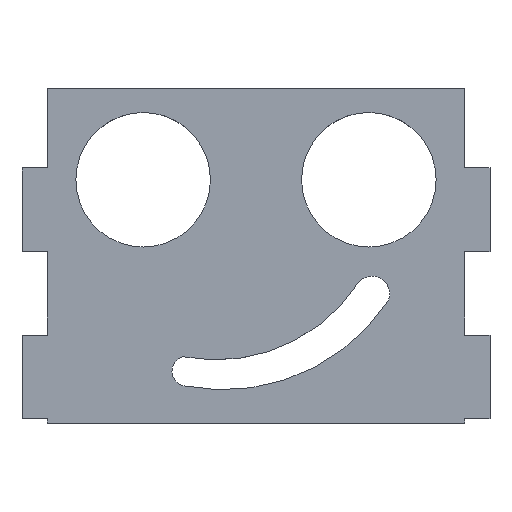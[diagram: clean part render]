
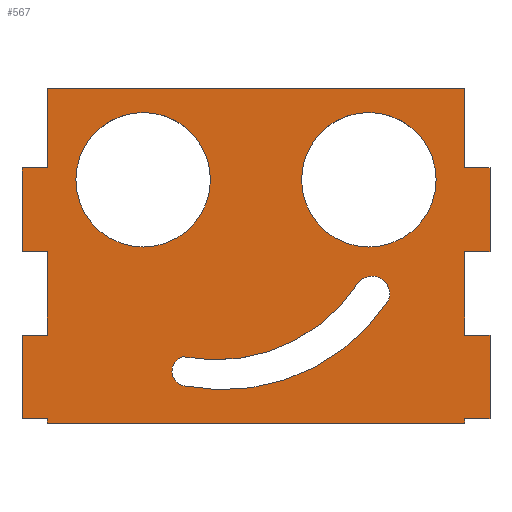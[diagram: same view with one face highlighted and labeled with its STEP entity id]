
A CAD part, top view. The second image highlights one B-rep face of the part: STEP entity #567.
In plain terms, the highlighted planar face has unit normal (0, 0, 1).
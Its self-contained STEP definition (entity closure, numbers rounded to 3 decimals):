
#15=FACE_BOUND('',#98,.T.);
#16=FACE_BOUND('',#99,.T.);
#17=FACE_BOUND('',#100,.T.);
#41=PLANE('',#627);
#69=FACE_OUTER_BOUND('',#97,.T.);
#97=EDGE_LOOP('',(#483,#484,#485,#486,#487,#488,#489,#490,#491,#492,#493,
#494,#495,#496,#497,#498,#499,#500,#501,#502));
#98=EDGE_LOOP('',(#503,#504,#505,#506));
#99=EDGE_LOOP('',(#507));
#100=EDGE_LOOP('',(#508));
#113=LINE('',#821,#179);
#116=LINE('',#827,#182);
#119=LINE('',#833,#185);
#122=LINE('',#839,#188);
#125=LINE('',#845,#191);
#128=LINE('',#851,#194);
#131=LINE('',#857,#197);
#134=LINE('',#863,#200);
#137=LINE('',#869,#203);
#140=LINE('',#875,#206);
#143=LINE('',#881,#209);
#146=LINE('',#887,#212);
#149=LINE('',#893,#215);
#152=LINE('',#899,#218);
#155=LINE('',#905,#221);
#158=LINE('',#911,#224);
#161=LINE('',#917,#227);
#164=LINE('',#923,#230);
#167=LINE('',#929,#233);
#170=LINE('',#933,#236);
#179=VECTOR('',#677,10.);
#182=VECTOR('',#682,10.);
#185=VECTOR('',#687,10.);
#188=VECTOR('',#692,10.);
#191=VECTOR('',#697,10.);
#194=VECTOR('',#702,10.);
#197=VECTOR('',#707,10.);
#200=VECTOR('',#712,10.);
#203=VECTOR('',#717,10.);
#206=VECTOR('',#722,10.);
#209=VECTOR('',#727,10.);
#212=VECTOR('',#732,10.);
#215=VECTOR('',#737,10.);
#218=VECTOR('',#742,10.);
#221=VECTOR('',#747,10.);
#224=VECTOR('',#752,10.);
#227=VECTOR('',#757,10.);
#230=VECTOR('',#762,10.);
#233=VECTOR('',#767,10.);
#236=VECTOR('',#772,10.);
#238=CIRCLE('',#591,2.11);
#240=CIRCLE('',#594,20.363);
#242=CIRCLE('',#597,1.802);
#244=CIRCLE('',#600,23.648);
#245=CIRCLE('',#602,8.05);
#247=CIRCLE('',#605,8.05);
#251=VERTEX_POINT('',#782);
#252=VERTEX_POINT('',#784);
#254=VERTEX_POINT('',#790);
#256=VERTEX_POINT('',#796);
#257=VERTEX_POINT('',#803);
#259=VERTEX_POINT('',#809);
#263=VERTEX_POINT('',#818);
#264=VERTEX_POINT('',#820);
#266=VERTEX_POINT('',#826);
#268=VERTEX_POINT('',#832);
#270=VERTEX_POINT('',#838);
#272=VERTEX_POINT('',#844);
#274=VERTEX_POINT('',#850);
#276=VERTEX_POINT('',#856);
#278=VERTEX_POINT('',#862);
#280=VERTEX_POINT('',#868);
#282=VERTEX_POINT('',#874);
#284=VERTEX_POINT('',#880);
#286=VERTEX_POINT('',#886);
#288=VERTEX_POINT('',#892);
#290=VERTEX_POINT('',#898);
#292=VERTEX_POINT('',#904);
#294=VERTEX_POINT('',#910);
#296=VERTEX_POINT('',#916);
#298=VERTEX_POINT('',#922);
#300=VERTEX_POINT('',#928);
#303=EDGE_CURVE('',#252,#251,#238,.T.);
#306=EDGE_CURVE('',#254,#252,#240,.T.);
#309=EDGE_CURVE('',#256,#254,#242,.T.);
#312=EDGE_CURVE('',#251,#256,#244,.T.);
#313=EDGE_CURVE('',#257,#257,#245,.T.);
#316=EDGE_CURVE('',#259,#259,#247,.T.);
#321=EDGE_CURVE('',#264,#263,#113,.T.);
#324=EDGE_CURVE('',#266,#264,#116,.T.);
#327=EDGE_CURVE('',#268,#266,#119,.T.);
#330=EDGE_CURVE('',#270,#268,#122,.T.);
#333=EDGE_CURVE('',#272,#270,#125,.T.);
#336=EDGE_CURVE('',#274,#272,#128,.T.);
#339=EDGE_CURVE('',#276,#274,#131,.T.);
#342=EDGE_CURVE('',#278,#276,#134,.T.);
#345=EDGE_CURVE('',#280,#278,#137,.T.);
#348=EDGE_CURVE('',#282,#280,#140,.T.);
#351=EDGE_CURVE('',#284,#282,#143,.T.);
#354=EDGE_CURVE('',#286,#284,#146,.T.);
#357=EDGE_CURVE('',#288,#286,#149,.T.);
#360=EDGE_CURVE('',#290,#288,#152,.T.);
#363=EDGE_CURVE('',#292,#290,#155,.T.);
#366=EDGE_CURVE('',#294,#292,#158,.T.);
#369=EDGE_CURVE('',#296,#294,#161,.T.);
#372=EDGE_CURVE('',#298,#296,#164,.T.);
#375=EDGE_CURVE('',#300,#298,#167,.T.);
#378=EDGE_CURVE('',#263,#300,#170,.T.);
#483=ORIENTED_EDGE('',*,*,#378,.T.);
#484=ORIENTED_EDGE('',*,*,#375,.T.);
#485=ORIENTED_EDGE('',*,*,#372,.T.);
#486=ORIENTED_EDGE('',*,*,#369,.T.);
#487=ORIENTED_EDGE('',*,*,#366,.T.);
#488=ORIENTED_EDGE('',*,*,#363,.T.);
#489=ORIENTED_EDGE('',*,*,#360,.T.);
#490=ORIENTED_EDGE('',*,*,#357,.T.);
#491=ORIENTED_EDGE('',*,*,#354,.T.);
#492=ORIENTED_EDGE('',*,*,#351,.T.);
#493=ORIENTED_EDGE('',*,*,#348,.T.);
#494=ORIENTED_EDGE('',*,*,#345,.T.);
#495=ORIENTED_EDGE('',*,*,#342,.T.);
#496=ORIENTED_EDGE('',*,*,#339,.T.);
#497=ORIENTED_EDGE('',*,*,#336,.T.);
#498=ORIENTED_EDGE('',*,*,#333,.T.);
#499=ORIENTED_EDGE('',*,*,#330,.T.);
#500=ORIENTED_EDGE('',*,*,#327,.T.);
#501=ORIENTED_EDGE('',*,*,#324,.T.);
#502=ORIENTED_EDGE('',*,*,#321,.T.);
#503=ORIENTED_EDGE('',*,*,#309,.T.);
#504=ORIENTED_EDGE('',*,*,#306,.T.);
#505=ORIENTED_EDGE('',*,*,#303,.T.);
#506=ORIENTED_EDGE('',*,*,#312,.T.);
#507=ORIENTED_EDGE('',*,*,#313,.T.);
#508=ORIENTED_EDGE('',*,*,#316,.T.);
#567=ADVANCED_FACE('',(#69,#15,#16,#17),#41,.T.);
#591=AXIS2_PLACEMENT_3D('',#785,#636,#637);
#594=AXIS2_PLACEMENT_3D('',#791,#643,#644);
#597=AXIS2_PLACEMENT_3D('',#797,#650,#651);
#600=AXIS2_PLACEMENT_3D('',#801,#657,#658);
#602=AXIS2_PLACEMENT_3D('',#804,#661,#662);
#605=AXIS2_PLACEMENT_3D('',#810,#668,#669);
#627=AXIS2_PLACEMENT_3D('',#934,#773,#774);
#636=DIRECTION('center_axis',(0.,0.,-1.));
#637=DIRECTION('ref_axis',(-0.928,0.372,0.));
#643=DIRECTION('center_axis',(0.,0.,1.));
#644=DIRECTION('ref_axis',(-0.194,-0.981,0.));
#650=DIRECTION('center_axis',(0.,0.,-1.));
#651=DIRECTION('ref_axis',(0.278,-0.96,0.));
#657=DIRECTION('center_axis',(0.,0.,-1.));
#658=DIRECTION('ref_axis',(0.197,0.98,0.));
#661=DIRECTION('center_axis',(0.,0.,-1.));
#662=DIRECTION('ref_axis',(-1.,0.,0.));
#668=DIRECTION('center_axis',(0.,0.,-1.));
#669=DIRECTION('ref_axis',(-1.,0.,0.));
#677=DIRECTION('',(0.,1.,0.));
#682=DIRECTION('',(-1.,0.,0.));
#687=DIRECTION('',(0.,1.,0.));
#692=DIRECTION('',(1.,0.,0.));
#697=DIRECTION('',(0.,1.,0.));
#702=DIRECTION('',(-1.,0.,0.));
#707=DIRECTION('',(0.,1.,0.));
#712=DIRECTION('',(1.,0.,0.));
#717=DIRECTION('',(0.,1.,0.));
#722=DIRECTION('',(1.,0.,0.));
#727=DIRECTION('',(0.,-1.,0.));
#732=DIRECTION('',(1.,0.,0.));
#737=DIRECTION('',(0.,-1.,0.));
#742=DIRECTION('',(-1.,0.,0.));
#747=DIRECTION('',(0.,-1.,0.));
#752=DIRECTION('',(1.,0.,0.));
#757=DIRECTION('',(0.,-1.,0.));
#762=DIRECTION('',(-1.,0.,0.));
#767=DIRECTION('',(0.,-1.,0.));
#772=DIRECTION('',(-1.,0.,0.));
#773=DIRECTION('center_axis',(0.,0.,1.));
#774=DIRECTION('ref_axis',(1.,0.,0.));
#782=CARTESIAN_POINT('',(15.847,-5.31,2.5));
#784=CARTESIAN_POINT('',(12.23,-3.22,2.5));
#785=CARTESIAN_POINT('Origin',(13.889,-4.524,2.5));
#790=CARTESIAN_POINT('',(-8.757,-12.049,2.5));
#791=CARTESIAN_POINT('Origin',(-4.81,7.928,2.5));
#796=CARTESIAN_POINT('',(-8.611,-15.546,2.5));
#797=CARTESIAN_POINT('Origin',(-8.255,-13.78,2.5));
#801=CARTESIAN_POINT('Origin',(-3.942,7.636,2.5));
#803=CARTESIAN_POINT('',(-5.45,9.122,2.5));
#804=CARTESIAN_POINT('Origin',(-13.5,9.122,2.5));
#809=CARTESIAN_POINT('',(21.55,9.122,2.5));
#810=CARTESIAN_POINT('Origin',(13.5,9.122,2.5));
#818=CARTESIAN_POINT('',(25.,20.,2.5));
#820=CARTESIAN_POINT('',(25.,10.53,2.5));
#821=CARTESIAN_POINT('',(25.,10.53,2.5));
#826=CARTESIAN_POINT('',(28.,10.53,2.5));
#827=CARTESIAN_POINT('',(28.,10.53,2.5));
#832=CARTESIAN_POINT('',(28.,0.53,2.5));
#833=CARTESIAN_POINT('',(28.,0.53,2.5));
#838=CARTESIAN_POINT('',(25.,0.53,2.5));
#839=CARTESIAN_POINT('',(25.,0.53,2.5));
#844=CARTESIAN_POINT('',(25.,-9.47,2.5));
#845=CARTESIAN_POINT('',(25.,-9.47,2.5));
#850=CARTESIAN_POINT('',(28.,-9.47,2.5));
#851=CARTESIAN_POINT('',(28.,-9.47,2.5));
#856=CARTESIAN_POINT('',(28.,-19.47,2.5));
#857=CARTESIAN_POINT('',(28.,-19.47,2.5));
#862=CARTESIAN_POINT('',(25.,-19.47,2.5));
#863=CARTESIAN_POINT('',(24.338,-19.47,2.5));
#868=CARTESIAN_POINT('',(25.,-20.,2.5));
#869=CARTESIAN_POINT('',(25.,-20.,2.5));
#874=CARTESIAN_POINT('',(-25.,-20.,2.5));
#875=CARTESIAN_POINT('',(-25.,-20.,2.5));
#880=CARTESIAN_POINT('',(-25.,-19.47,2.5));
#881=CARTESIAN_POINT('',(-25.,-19.47,2.5));
#886=CARTESIAN_POINT('',(-28.,-19.47,2.5));
#887=CARTESIAN_POINT('',(-28.,-19.47,2.5));
#892=CARTESIAN_POINT('',(-28.,-9.47,2.5));
#893=CARTESIAN_POINT('',(-28.,-9.47,2.5));
#898=CARTESIAN_POINT('',(-25.,-9.47,2.5));
#899=CARTESIAN_POINT('',(-25.,-9.47,2.5));
#904=CARTESIAN_POINT('',(-25.,0.53,2.5));
#905=CARTESIAN_POINT('',(-25.,0.53,2.5));
#910=CARTESIAN_POINT('',(-28.,0.53,2.5));
#911=CARTESIAN_POINT('',(-28.,0.53,2.5));
#916=CARTESIAN_POINT('',(-28.,10.53,2.5));
#917=CARTESIAN_POINT('',(-28.,10.53,2.5));
#922=CARTESIAN_POINT('',(-25.,10.53,2.5));
#923=CARTESIAN_POINT('',(-25.,10.53,2.5));
#928=CARTESIAN_POINT('',(-25.,20.,2.5));
#929=CARTESIAN_POINT('',(-25.,20.,2.5));
#933=CARTESIAN_POINT('',(25.,20.,2.5));
#934=CARTESIAN_POINT('Origin',(0.,-0.526,2.5));
